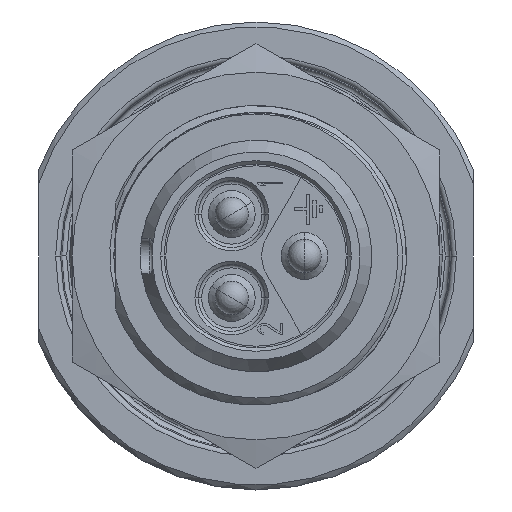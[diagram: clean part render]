
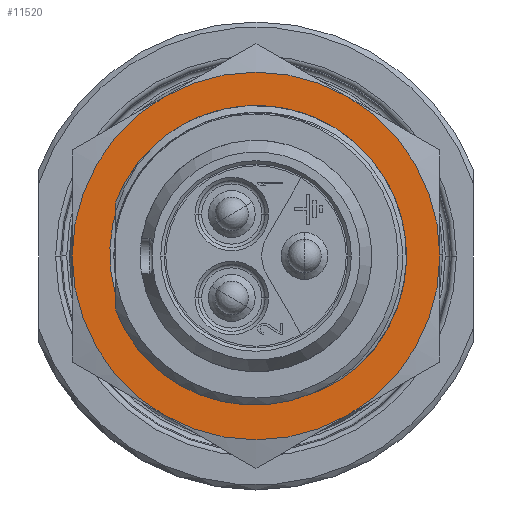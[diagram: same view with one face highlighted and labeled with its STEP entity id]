
A CAD part, left-side view. The second image highlights one B-rep face of the part: STEP entity #11520.
In plain terms, the highlighted planar face has unit normal (-1, 0, 0).
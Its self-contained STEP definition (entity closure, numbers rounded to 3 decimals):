
#2093=CARTESIAN_POINT('',(11.5,13.285,-14.));
#2094=DIRECTION('',(1.,0.,0.));
#2095=DIRECTION('',(0.,-0.5,0.866));
#2096=AXIS2_PLACEMENT_3D('',#2093,#2094,#2095);
#2098=CARTESIAN_POINT('',(11.5,13.285,-14.));
#2099=DIRECTION('',(1.,0.,0.));
#2100=DIRECTION('',(0.,-1.,0.));
#2101=AXIS2_PLACEMENT_3D('',#2098,#2099,#2100);
#2103=CARTESIAN_POINT('',(11.5,13.285,-14.));
#2104=DIRECTION('',(1.,0.,0.));
#2105=DIRECTION('',(0.,0.5,-0.866));
#2106=AXIS2_PLACEMENT_3D('',#2103,#2104,#2105);
#2108=CARTESIAN_POINT('',(11.5,13.285,-14.));
#2109=DIRECTION('',(1.,0.,0.));
#2110=DIRECTION('',(0.,1.,0.));
#2111=AXIS2_PLACEMENT_3D('',#2108,#2109,#2110);
#2113=CARTESIAN_POINT('',(11.5,13.285,-5.));
#2114=CARTESIAN_POINT('',(11.5,13.,-5.005));
#2115=CARTESIAN_POINT('',(11.5,12.436,-5.042));
#2116=CARTESIAN_POINT('',(11.5,11.597,-5.177));
#2117=CARTESIAN_POINT('',(11.5,10.777,-5.39));
#2118=CARTESIAN_POINT('',(11.5,9.981,-5.68));
#2119=CARTESIAN_POINT('',(11.5,9.473,-5.921));
#2120=CARTESIAN_POINT('',(11.5,9.224,-6.054));
#2122=CARTESIAN_POINT('',(11.5,18.775,-20.623));
#2123=CARTESIAN_POINT('',(11.5,19.016,-20.43));
#2124=CARTESIAN_POINT('',(11.5,19.474,-20.022));
#2125=CARTESIAN_POINT('',(11.5,20.096,-19.337));
#2126=CARTESIAN_POINT('',(11.5,20.642,-18.588));
#2127=CARTESIAN_POINT('',(11.5,21.105,-17.785));
#2128=CARTESIAN_POINT('',(11.5,21.481,-16.935));
#2129=CARTESIAN_POINT('',(11.5,21.764,-16.049));
#2130=CARTESIAN_POINT('',(11.5,21.951,-15.135));
#2131=CARTESIAN_POINT('',(11.5,22.04,-14.206));
#2132=CARTESIAN_POINT('',(11.5,22.029,-13.272));
#2133=CARTESIAN_POINT('',(11.5,21.919,-12.343));
#2134=CARTESIAN_POINT('',(11.5,21.711,-11.428));
#2135=CARTESIAN_POINT('',(11.5,21.406,-10.541));
#2136=CARTESIAN_POINT('',(11.5,21.007,-9.689));
#2137=CARTESIAN_POINT('',(11.5,20.52,-8.884));
#2138=CARTESIAN_POINT('',(11.5,19.949,-8.133));
#2139=CARTESIAN_POINT('',(11.5,19.3,-7.446));
#2140=CARTESIAN_POINT('',(11.5,18.582,-6.832));
#2141=CARTESIAN_POINT('',(11.5,17.801,-6.296));
#2142=CARTESIAN_POINT('',(11.5,16.967,-5.845));
#2143=CARTESIAN_POINT('',(11.5,16.088,-5.484));
#2144=CARTESIAN_POINT('',(11.5,15.175,-5.219));
#2145=CARTESIAN_POINT('',(11.5,14.236,-5.051));
#2146=CARTESIAN_POINT('',(11.5,13.604,-5.006));
#2147=CARTESIAN_POINT('',(11.5,13.285,-5.));
#2149=CARTESIAN_POINT('',(11.5,13.285,-14.));
#2150=DIRECTION('',(-1.,0.,0.));
#2151=DIRECTION('',(0.,-0.5,0.866));
#2152=AXIS2_PLACEMENT_3D('',#2149,#2150,#2151);
#2291=CARTESIAN_POINT('',(11.5,13.285,-14.));
#2292=DIRECTION('',(-1.,0.,0.));
#2293=DIRECTION('',(0.,0.5,-0.866));
#2294=AXIS2_PLACEMENT_3D('',#2291,#2292,#2293);
#2296=CARTESIAN_POINT('',(11.5,13.285,-14.));
#2297=DIRECTION('',(1.,0.,0.));
#2298=DIRECTION('',(0.,-0.682,0.731));
#2299=AXIS2_PLACEMENT_3D('',#2296,#2297,#2298);
#2356=CARTESIAN_POINT('',(11.5,7.144,-20.58));
#2357=CARTESIAN_POINT('',(11.5,7.395,-20.8));
#2358=CARTESIAN_POINT('',(11.5,7.916,-21.208));
#2359=CARTESIAN_POINT('',(11.5,8.758,-21.729));
#2360=CARTESIAN_POINT('',(11.5,9.652,-22.154));
#2361=CARTESIAN_POINT('',(11.5,10.585,-22.477));
#2362=CARTESIAN_POINT('',(11.5,11.543,-22.693));
#2363=CARTESIAN_POINT('',(11.5,12.521,-22.802));
#2364=CARTESIAN_POINT('',(11.5,13.496,-22.802));
#2365=CARTESIAN_POINT('',(11.5,14.47,-22.693));
#2366=CARTESIAN_POINT('',(11.5,15.417,-22.479));
#2367=CARTESIAN_POINT('',(11.5,16.336,-22.161));
#2368=CARTESIAN_POINT('',(11.5,17.211,-21.743));
#2369=CARTESIAN_POINT('',(11.5,18.03,-21.233));
#2370=CARTESIAN_POINT('',(11.5,18.533,-20.836));
#2371=CARTESIAN_POINT('',(11.5,18.775,-20.623));
#3122=CARTESIAN_POINT('',(11.5,9.224,-6.054));
#3123=CARTESIAN_POINT('',(11.5,8.973,-6.173));
#3124=CARTESIAN_POINT('',(11.5,8.485,-6.432));
#3125=CARTESIAN_POINT('',(11.5,7.787,-6.89));
#3126=CARTESIAN_POINT('',(11.5,7.354,-7.236));
#3127=CARTESIAN_POINT('',(11.5,7.144,-7.42));
#8602=CARTESIAN_POINT('',(11.5,7.785,-4.474));
#8603=CARTESIAN_POINT('',(11.5,2.285,-14.));
#8604=VERTEX_POINT('',#8602);
#8605=VERTEX_POINT('',#8603);
#8606=CARTESIAN_POINT('',(11.5,7.785,-23.526));
#8607=VERTEX_POINT('',#8606);
#8608=CARTESIAN_POINT('',(11.5,18.785,-23.526));
#8609=CARTESIAN_POINT('',(11.5,24.285,-14.));
#8610=VERTEX_POINT('',#8608);
#8611=VERTEX_POINT('',#8609);
#8612=CARTESIAN_POINT('',(11.5,18.785,-4.474));
#8613=VERTEX_POINT('',#8612);
#8626=CARTESIAN_POINT('',(11.5,7.144,-7.42));
#8627=CARTESIAN_POINT('',(11.5,7.144,-20.58));
#8628=VERTEX_POINT('',#8626);
#8629=VERTEX_POINT('',#8627);
#8637=VERTEX_POINT('',#3122);
#8638=VERTEX_POINT('',#2371);
#8645=VERTEX_POINT('',#2147);
#11490=CARTESIAN_POINT('',(11.5,13.285,-14.));
#11491=DIRECTION('',(1.,0.,0.));
#11492=DIRECTION('',(0.,0.,-1.));
#11493=AXIS2_PLACEMENT_3D('',#11490,#11491,#11492);
#11494=PLANE('347',#11493);
#11496=ORIENTED_EDGE('1003',*,*,#11495,.F.);
#11498=ORIENTED_EDGE('968',*,*,#11497,.T.);
#11500=ORIENTED_EDGE('969',*,*,#11499,.T.);
#11502=ORIENTED_EDGE('1002',*,*,#11501,.F.);
#11504=ORIENTED_EDGE('970',*,*,#11503,.T.);
#11505=ORIENTED_EDGE('971',*,*,#11483,.T.);
#11506=EDGE_LOOP('347',(#11496,#11498,#11500,#11502,#11504,#11505));
#11507=FACE_OUTER_BOUND('347',#11506,.F.);
#11509=ORIENTED_EDGE('1006',*,*,#11508,.F.);
#11511=ORIENTED_EDGE('1017',*,*,#11510,.F.);
#11513=ORIENTED_EDGE('1069',*,*,#11512,.F.);
#11515=ORIENTED_EDGE('1068',*,*,#11514,.F.);
#11517=ORIENTED_EDGE('1020',*,*,#11516,.F.);
#11518=EDGE_LOOP('347',(#11509,#11511,#11513,#11515,#11517));
#11519=FACE_BOUND('347',#11518,.F.);
#2097=CIRCLE('968',#2096,11.);
#2102=CIRCLE('969',#2101,11.);
#2107=CIRCLE('970',#2106,11.);
#2112=CIRCLE('971',#2111,11.);
#2121=B_SPLINE_CURVE_WITH_KNOTS('1069',3,(#2113,#2114,#2115,#2116,#2117,#2118,
#2119,#2120),.UNSPECIFIED.,.F.,.F.,(4,1,1,1,1,4),(0.,0.2,0.4,0.6,0.8,
1.),.UNSPECIFIED.);
#2148=B_SPLINE_CURVE_WITH_KNOTS('1068',3,(#2122,#2123,#2124,#2125,#2126,#2127,
#2128,#2129,#2130,#2131,#2132,#2133,#2134,#2135,#2136,#2137,#2138,#2139,#2140,
#2141,#2142,#2143,#2144,#2145,#2146,#2147),.UNSPECIFIED.,.F.,.F.,(4,1,1,1,1,1,1,
1,1,1,1,1,1,1,1,1,1,1,1,1,1,1,1,4),(0.,0.043,0.087,
0.13,0.174,0.217,0.261,
0.304,0.348,0.391,0.435,
0.478,0.522,0.565,0.609,
0.652,0.696,0.739,0.783,
0.826,0.87,0.913,0.957,1.),
.UNSPECIFIED.);
#2153=CIRCLE('1003',#2152,11.);
#2295=CIRCLE('1002',#2294,11.);
#2300=CIRCLE('1006',#2299,9.);
#2372=B_SPLINE_CURVE_WITH_KNOTS('1020',3,(#2356,#2357,#2358,#2359,#2360,#2361,
#2362,#2363,#2364,#2365,#2366,#2367,#2368,#2369,#2370,#2371),.UNSPECIFIED.,.F.,
.F.,(4,1,1,1,1,1,1,1,1,1,1,1,1,4),(0.,0.077,0.154,
0.231,0.308,0.385,0.462,
0.538,0.615,0.692,0.769,
0.846,0.923,1.),.UNSPECIFIED.);
#3128=B_SPLINE_CURVE_WITH_KNOTS('1017',3,(#3122,#3123,#3124,#3125,#3126,#3127),
.UNSPECIFIED.,.F.,.F.,(4,1,1,4),(0.,0.333,0.667,1.),
.UNSPECIFIED.);
#11483=EDGE_CURVE('971',#8611,#8613,#2112,.T.);
#11495=EDGE_CURVE('1003',#8604,#8613,#2153,.T.);
#11497=EDGE_CURVE('968',#8604,#8605,#2097,.T.);
#11499=EDGE_CURVE('969',#8605,#8607,#2102,.T.);
#11501=EDGE_CURVE('1002',#8610,#8607,#2295,.T.);
#11503=EDGE_CURVE('970',#8610,#8611,#2107,.T.);
#11508=EDGE_CURVE('1006',#8628,#8629,#2300,.T.);
#11510=EDGE_CURVE('1017',#8637,#8628,#3128,.T.);
#11512=EDGE_CURVE('1069',#8645,#8637,#2121,.T.);
#11514=EDGE_CURVE('1068',#8638,#8645,#2148,.T.);
#11516=EDGE_CURVE('1020',#8629,#8638,#2372,.T.);
#11520=ADVANCED_FACE('347',(#11507,#11519),#11494,.F.);
